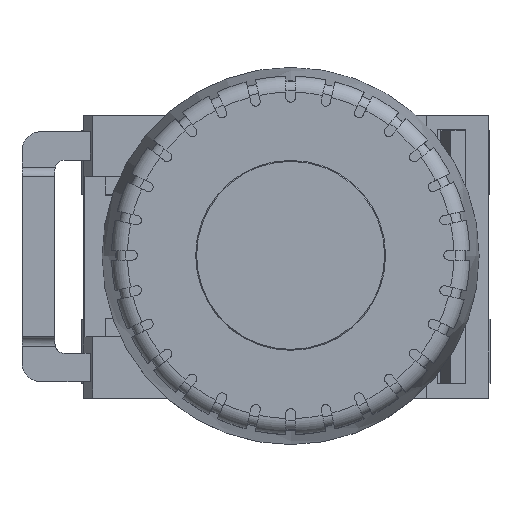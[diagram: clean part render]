
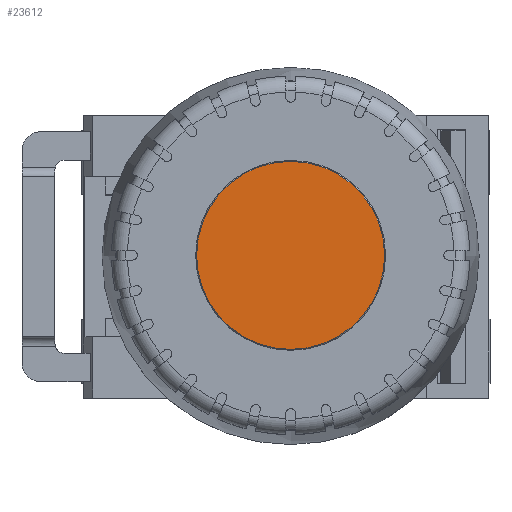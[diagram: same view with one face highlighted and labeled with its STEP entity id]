
A CAD part, top view. The second image highlights one B-rep face of the part: STEP entity #23612.
In plain terms, the highlighted planar face has unit normal (0, 0, 1).
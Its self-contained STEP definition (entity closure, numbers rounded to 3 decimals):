
#535=PLANE('',#24867);
#1395=FACE_OUTER_BOUND('',#2589,.T.);
#2589=EDGE_LOOP('',(#15368));
#8701=CIRCLE('',#24866,9.975);
#9468=VERTEX_POINT('',#33584);
#11802=EDGE_CURVE('',#9468,#9468,#8701,.T.);
#15368=ORIENTED_EDGE('',*,*,#11802,.F.);
#23612=ADVANCED_FACE('',(#1395),#535,.F.);
#24866=AXIS2_PLACEMENT_3D('',#33586,#26969,#26970);
#24867=AXIS2_PLACEMENT_3D('',#33587,#26971,#26972);
#26969=DIRECTION('center_axis',(0.,0.,-1.));
#26970=DIRECTION('ref_axis',(-1.,0.,0.));
#26971=DIRECTION('center_axis',(0.,0.,-1.));
#26972=DIRECTION('ref_axis',(-1.,0.,0.));
#33584=CARTESIAN_POINT('',(9.975,0.,81.7));
#33586=CARTESIAN_POINT('Origin',(0.,0.,81.7));
#33587=CARTESIAN_POINT('Origin',(0.,0.,81.7));
